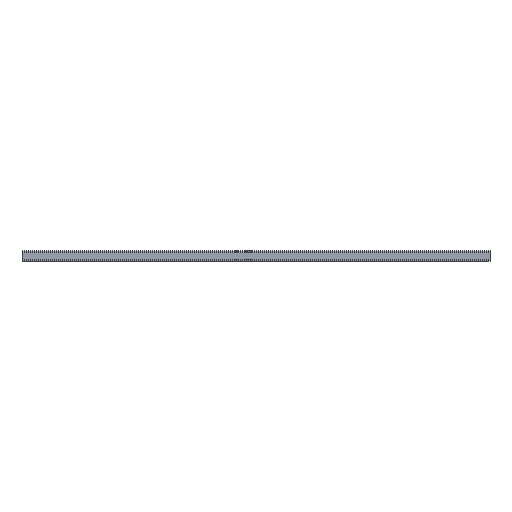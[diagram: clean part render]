
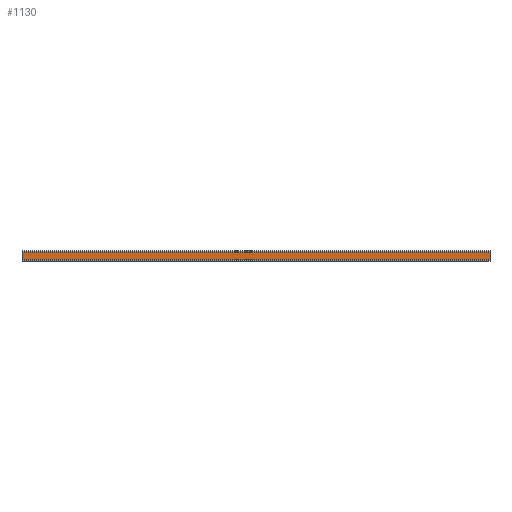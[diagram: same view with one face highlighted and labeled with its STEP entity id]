
A CAD part, front view. The second image highlights one B-rep face of the part: STEP entity #1130.
In plain terms, the highlighted planar face has unit normal (0, -1, 0).
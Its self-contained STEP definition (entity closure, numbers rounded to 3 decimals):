
#38 = DIRECTION ( 'NONE',  ( 0., 0., 1. ) ) ;
#130 = EDGE_LOOP ( 'NONE', ( #1737, #733, #1143, #1697 ) ) ;
#430 = EDGE_CURVE ( 'NONE', #1403, #1735, #2806, .T. ) ;
#612 = CARTESIAN_POINT ( 'NONE',  ( -214.5, -14.5, 3.232 ) ) ;
#642 = CARTESIAN_POINT ( 'NONE',  ( 214.5, -14.5, 3.232 ) ) ;
#696 = DIRECTION ( 'NONE',  ( 0., 1., 0. ) ) ;
#733 = ORIENTED_EDGE ( 'NONE', *, *, #2794, .F. ) ;
#784 = VERTEX_POINT ( 'NONE', #2010 ) ;
#851 = VECTOR ( 'NONE', #2540, 1000. ) ;
#865 = DIRECTION ( 'NONE',  ( -1., 0., 0. ) ) ;
#993 = LINE ( 'NONE', #1872, #851 ) ;
#1035 = AXIS2_PLACEMENT_3D ( 'NONE', #2705, #696, #38 ) ;
#1130 = ADVANCED_FACE ( 'NONE', ( #2245 ), #1844, .F. ) ;
#1143 = ORIENTED_EDGE ( 'NONE', *, *, #1794, .F. ) ;
#1234 = CARTESIAN_POINT ( 'NONE',  ( -214.5, -14.5, 3.232 ) ) ;
#1403 = VERTEX_POINT ( 'NONE', #1518 ) ;
#1427 = EDGE_CURVE ( 'NONE', #1735, #784, #2192, .T. ) ;
#1518 = CARTESIAN_POINT ( 'NONE',  ( 214.5, -14.5, 3.232 ) ) ;
#1692 = CARTESIAN_POINT ( 'NONE',  ( 214.5, -14.5, -3.232 ) ) ;
#1697 = ORIENTED_EDGE ( 'NONE', *, *, #430, .T. ) ;
#1735 = VERTEX_POINT ( 'NONE', #1234 ) ;
#1737 = ORIENTED_EDGE ( 'NONE', *, *, #1427, .T. ) ;
#1794 = EDGE_CURVE ( 'NONE', #1403, #2142, #993, .T. ) ;
#1844 = PLANE ( 'NONE',  #1035 ) ;
#1872 = CARTESIAN_POINT ( 'NONE',  ( 214.5, -14.5, 3.232 ) ) ;
#1986 = DIRECTION ( 'NONE',  ( -1., 0., 0. ) ) ;
#2010 = CARTESIAN_POINT ( 'NONE',  ( -214.5, -14.5, -3.232 ) ) ;
#2059 = VECTOR ( 'NONE', #1986, 1000. ) ;
#2068 = VECTOR ( 'NONE', #2427, 1000. ) ;
#2142 = VERTEX_POINT ( 'NONE', #1692 ) ;
#2192 = LINE ( 'NONE', #612, #2068 ) ;
#2245 = FACE_OUTER_BOUND ( 'NONE', #130, .T. ) ;
#2326 = CARTESIAN_POINT ( 'NONE',  ( 214.5, -14.5, -3.232 ) ) ;
#2427 = DIRECTION ( 'NONE',  ( 0., 0., -1. ) ) ;
#2503 = VECTOR ( 'NONE', #865, 1000. ) ;
#2540 = DIRECTION ( 'NONE',  ( 0., 0., -1. ) ) ;
#2556 = LINE ( 'NONE', #2326, #2059 ) ;
#2705 = CARTESIAN_POINT ( 'NONE',  ( 214.5, -14.5, 3.232 ) ) ;
#2794 = EDGE_CURVE ( 'NONE', #2142, #784, #2556, .T. ) ;
#2806 = LINE ( 'NONE', #642, #2503 ) ;
